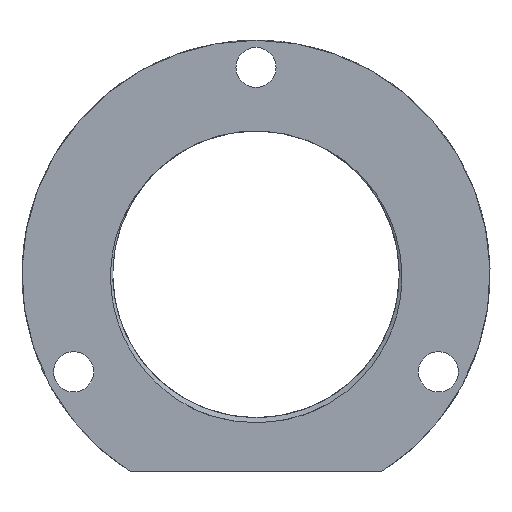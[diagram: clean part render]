
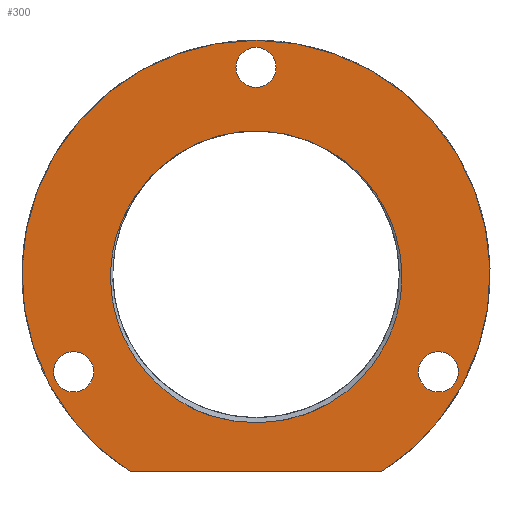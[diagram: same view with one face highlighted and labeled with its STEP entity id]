
A CAD part, front view. The second image highlights one B-rep face of the part: STEP entity #300.
In plain terms, the highlighted planar face has unit normal (0, -1, 0).
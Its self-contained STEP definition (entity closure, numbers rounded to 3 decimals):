
#23=LINE('',#518,#31);
#31=VECTOR('',#407,1000.);
#39=PLANE('',#341);
#57=FACE_BOUND('',#99,.T.);
#58=FACE_BOUND('',#100,.T.);
#59=FACE_BOUND('',#101,.T.);
#60=FACE_BOUND('',#102,.T.);
#72=FACE_OUTER_BOUND('',#98,.T.);
#98=EDGE_LOOP('',(#236,#237));
#99=EDGE_LOOP('',(#238));
#100=EDGE_LOOP('',(#239));
#101=EDGE_LOOP('',(#240));
#102=EDGE_LOOP('',(#241,#242,#243,#244));
#120=CIRCLE('',#324,1.7);
#123=CIRCLE('',#329,1.7);
#126=CIRCLE('',#334,1.7);
#132=CIRCLE('',#342,19.8);
#133=CIRCLE('',#343,12.558);
#134=CIRCLE('',#344,12.125);
#142=B_SPLINE_CURVE_WITH_KNOTS('',3,(#521,#522,#523,#524,#525,#526,#527,
#528,#529,#530,#531,#532,#533,#534),.UNSPECIFIED.,.F.,.F.,(4,2,2,2,2,2,
4),(-2.171,-1.862,-1.563,-1.226,
-0.839,-0.424,0.),.UNSPECIFIED.);
#143=B_SPLINE_CURVE_WITH_KNOTS('',3,(#538,#539,#540,#541,#542,#543,#544,
#545,#546,#547,#548,#549,#550,#551),.UNSPECIFIED.,.F.,.F.,(4,2,2,2,2,2,
4),(-2.578,-2.172,-1.778,-1.293,
-0.814,-0.4,0.),.UNSPECIFIED.);
#149=VERTEX_POINT('',#462);
#153=VERTEX_POINT('',#481);
#157=VERTEX_POINT('',#502);
#161=VERTEX_POINT('',#515);
#162=VERTEX_POINT('',#516);
#163=VERTEX_POINT('',#519);
#164=VERTEX_POINT('',#520);
#165=VERTEX_POINT('',#535);
#166=VERTEX_POINT('',#537);
#177=EDGE_CURVE('',#149,#149,#120,.T.);
#181=EDGE_CURVE('',#153,#153,#123,.T.);
#185=EDGE_CURVE('',#157,#157,#126,.T.);
#192=EDGE_CURVE('',#161,#162,#132,.T.);
#193=EDGE_CURVE('',#161,#162,#23,.T.);
#194=EDGE_CURVE('',#163,#164,#142,.T.);
#195=EDGE_CURVE('',#165,#163,#133,.T.);
#196=EDGE_CURVE('',#166,#165,#143,.T.);
#197=EDGE_CURVE('',#166,#164,#134,.T.);
#236=ORIENTED_EDGE('',*,*,#192,.F.);
#237=ORIENTED_EDGE('',*,*,#193,.T.);
#238=ORIENTED_EDGE('',*,*,#177,.T.);
#239=ORIENTED_EDGE('',*,*,#181,.T.);
#240=ORIENTED_EDGE('',*,*,#185,.T.);
#241=ORIENTED_EDGE('',*,*,#194,.F.);
#242=ORIENTED_EDGE('',*,*,#195,.F.);
#243=ORIENTED_EDGE('',*,*,#196,.F.);
#244=ORIENTED_EDGE('',*,*,#197,.T.);
#300=ADVANCED_FACE('',(#72,#57,#58,#59,#60),#39,.F.);
#324=AXIS2_PLACEMENT_3D('',#463,#368,#369);
#329=AXIS2_PLACEMENT_3D('',#482,#378,#379);
#334=AXIS2_PLACEMENT_3D('',#503,#388,#389);
#341=AXIS2_PLACEMENT_3D('',#514,#403,#404);
#342=AXIS2_PLACEMENT_3D('',#517,#405,#406);
#343=AXIS2_PLACEMENT_3D('',#536,#408,#409);
#344=AXIS2_PLACEMENT_3D('',#552,#410,#411);
#368=DIRECTION('center_axis',(0.,1.,0.));
#369=DIRECTION('ref_axis',(1.,0.,0.));
#378=DIRECTION('center_axis',(0.,1.,0.));
#379=DIRECTION('ref_axis',(1.,0.,0.));
#388=DIRECTION('center_axis',(0.,1.,0.));
#389=DIRECTION('ref_axis',(1.,0.,0.));
#403=DIRECTION('center_axis',(0.,1.,0.));
#404=DIRECTION('ref_axis',(0.,0.,1.));
#405=DIRECTION('center_axis',(0.,1.,0.));
#406=DIRECTION('ref_axis',(0.,0.,1.));
#407=DIRECTION('',(1.,0.,0.));
#408=DIRECTION('center_axis',(0.,-1.,0.));
#409=DIRECTION('ref_axis',(-1.,0.,0.));
#410=DIRECTION('center_axis',(0.,1.,0.));
#411=DIRECTION('ref_axis',(0.,0.,1.));
#462=CARTESIAN_POINT('',(13.733,0.,-8.25));
#463=CARTESIAN_POINT('Origin',(15.433,0.,-8.25));
#481=CARTESIAN_POINT('',(-17.133,0.,-8.25));
#482=CARTESIAN_POINT('Origin',(-15.433,0.,-8.25));
#502=CARTESIAN_POINT('',(-1.7,0.,17.5));
#503=CARTESIAN_POINT('Origin',(0.,0.,17.5));
#514=CARTESIAN_POINT('Origin',(0.,0.,0.));
#515=CARTESIAN_POINT('',(-10.637,0.,-16.7));
#516=CARTESIAN_POINT('',(10.637,0.,-16.7));
#517=CARTESIAN_POINT('Origin',(0.,0.,0.));
#518=CARTESIAN_POINT('',(0.,0.,-16.7));
#519=CARTESIAN_POINT('',(6.246,0.,-10.894));
#520=CARTESIAN_POINT('',(6.031,0.,10.519));
#521=CARTESIAN_POINT('Ctrl Pts',(6.246,0.,
-10.894));
#522=CARTESIAN_POINT('Ctrl Pts',(7.462,0.,
-10.17));
#523=CARTESIAN_POINT('Ctrl Pts',(8.551,0.,
-9.243));
#524=CARTESIAN_POINT('Ctrl Pts',(10.337,0.,
-7.103));
#525=CARTESIAN_POINT('Ctrl Pts',(11.036,0.,
-5.911));
#526=CARTESIAN_POINT('Ctrl Pts',(12.076,0.,-3.189));
#527=CARTESIAN_POINT('Ctrl Pts',(12.353,0.,
-1.657));
#528=CARTESIAN_POINT('Ctrl Pts',(12.331,0.,
1.663));
#529=CARTESIAN_POINT('Ctrl Pts',(11.94,0.,
3.178));
#530=CARTESIAN_POINT('Ctrl Pts',(10.944,0.,
5.657));
#531=CARTESIAN_POINT('Ctrl Pts',(10.217,0.,
6.842));
#532=CARTESIAN_POINT('Ctrl Pts',(8.376,0.,
8.944));
#533=CARTESIAN_POINT('Ctrl Pts',(7.27,0.,
9.837));
#534=CARTESIAN_POINT('Ctrl Pts',(6.031,0.,
10.519));
#535=CARTESIAN_POINT('',(-3.904,0.,-11.936));
#536=CARTESIAN_POINT('Origin',(0.,0.,0.));
#537=CARTESIAN_POINT('',(-8.093,0.,9.029));
#538=CARTESIAN_POINT('Ctrl Pts',(-8.093,0.,
9.029));
#539=CARTESIAN_POINT('Ctrl Pts',(-9.122,0.,
8.136));
#540=CARTESIAN_POINT('Ctrl Pts',(-9.997,0.,
7.073));
#541=CARTESIAN_POINT('Ctrl Pts',(-11.337,0.,
4.739));
#542=CARTESIAN_POINT('Ctrl Pts',(-11.806,0.,
3.49));
#543=CARTESIAN_POINT('Ctrl Pts',(-12.383,0.,
0.589));
#544=CARTESIAN_POINT('Ctrl Pts',(-12.376,0.,
-1.06));
#545=CARTESIAN_POINT('Ctrl Pts',(-11.736,0.,
-4.223));
#546=CARTESIAN_POINT('Ctrl Pts',(-11.116,0.,
-5.716));
#547=CARTESIAN_POINT('Ctrl Pts',(-9.462,0.,
-8.205));
#548=CARTESIAN_POINT('Ctrl Pts',(-8.505,0.,
-9.22));
#549=CARTESIAN_POINT('Ctrl Pts',(-6.347,0.,
-10.866));
#550=CARTESIAN_POINT('Ctrl Pts',(-5.164,0.,
-11.5));
#551=CARTESIAN_POINT('Ctrl Pts',(-3.904,0.,
-11.936));
#552=CARTESIAN_POINT('Origin',(0.,0.,0.));
